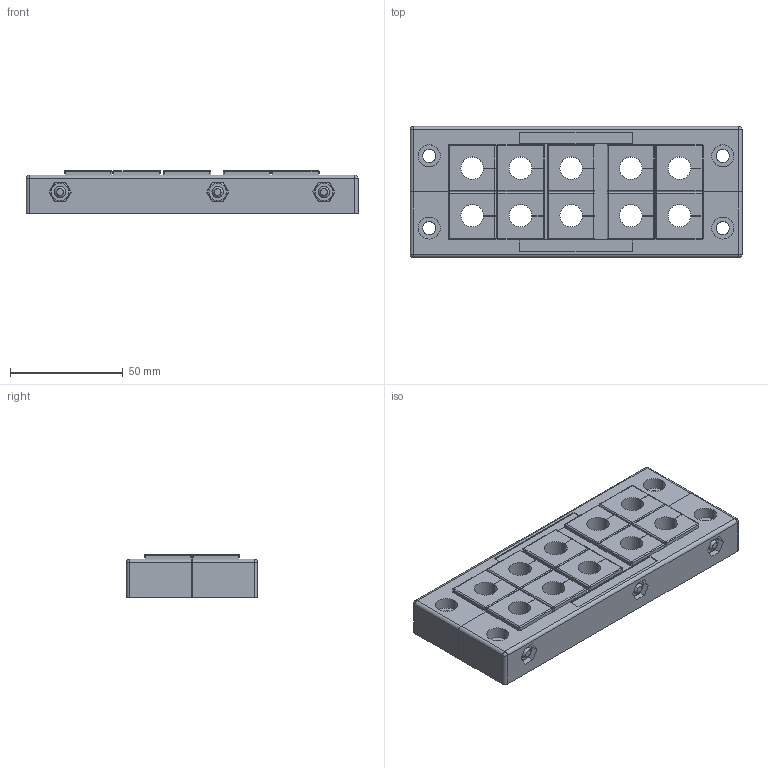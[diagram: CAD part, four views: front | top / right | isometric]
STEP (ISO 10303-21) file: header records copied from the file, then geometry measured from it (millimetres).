
FILE_DESCRIPTION(('STEP AP242'),'1');
FILE_NAME('42241.stp','2018-11-12T14:13:20',('TraceParts'),('TraceParts S.A.'),'Spatial InterOp 3D',' ',' ');
FILE_SCHEMA(('AP242_MANAGED_MODEL_BASED_3D_ENGINEERING_MIM_LF {1 0 10303 442 1 1 4}'));
Length unit declared in the file: millimetre
Products named in the file (1): 42241_1
Bounding box: 147 x 58 x 19 mm (x, y, z)
Volume: 139788.4 mm3; surface area: 65813.7 mm2
Topology: 17 solids, 17 shells, 562 faces, 1382 edges, 824 vertices
Faces by surface type: plane 294, cylinder 188, sphere 44, cone 30, torus 6
Entity records: 16263 total; most frequent: CARTESIAN_POINT 2999, DIRECTION 2816, ORIENTED_EDGE 2676, EDGE_CURVE 1338, AXIS2_PLACEMENT_3D 961, LINE 894, VECTOR 894, VERTEX_POINT 824
